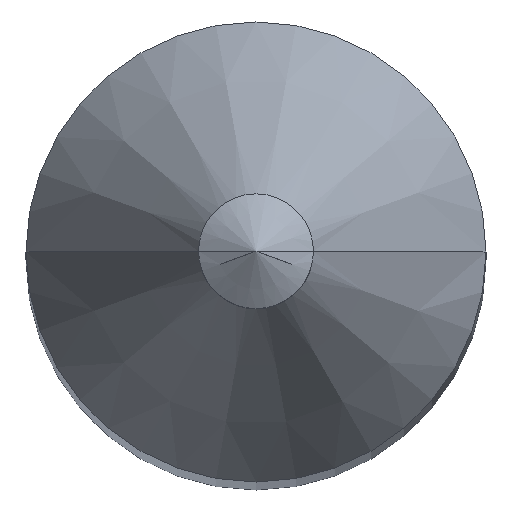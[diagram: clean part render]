
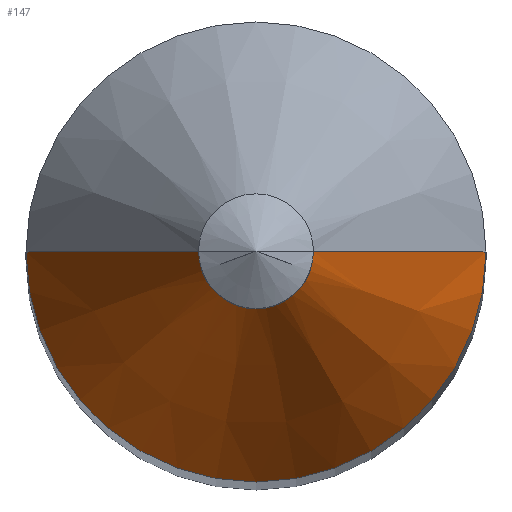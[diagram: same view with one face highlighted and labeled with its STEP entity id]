
A CAD part, top view. The second image highlights one B-rep face of the part: STEP entity #147.
In plain terms, the highlighted conical face has half-angle 30 degrees and reference radius 0.396 mm.
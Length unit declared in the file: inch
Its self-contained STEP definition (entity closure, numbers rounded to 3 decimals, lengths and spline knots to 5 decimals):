
#3 = ORIENTED_EDGE ( 'NONE', *, *, #347, .T. ) ;
#39 = ORIENTED_EDGE ( 'NONE', *, *, #197, .F. ) ;
#42 = EDGE_CURVE ( 'NONE', #242, #116, #82, .T. ) ;
#46 = DIRECTION ( 'NONE',  ( 0., 0., -1. ) ) ;
#52 = AXIS2_PLACEMENT_3D ( 'NONE', #315, #46, #209 ) ;
#71 = CARTESIAN_POINT ( 'NONE',  ( 0.0156, 0., 1.45263 ) ) ;
#75 = CARTESIAN_POINT ( 'NONE',  ( -0.0156, 0., 1.45263 ) ) ;
#82 = CIRCLE ( 'NONE', #360, 0.0625 ) ;
#88 = CARTESIAN_POINT ( 'NONE',  ( -0.0156, 0., 1.45263 ) ) ;
#90 = DIRECTION ( 'NONE',  ( -1., 0., 0. ) ) ;
#116 = VERTEX_POINT ( 'NONE', #383 ) ;
#119 = EDGE_LOOP ( 'NONE', ( #372, #3, #305, #39 ) ) ;
#139 = CARTESIAN_POINT ( 'NONE',  ( 0., 0., 1.37139 ) ) ;
#143 = DIRECTION ( 'NONE',  ( 0., 0., -1. ) ) ;
#147 = ADVANCED_FACE ( 'NONE', ( #175 ), #303, .T. ) ;
#175 = FACE_OUTER_BOUND ( 'NONE', #119, .T. ) ;
#178 = CARTESIAN_POINT ( 'NONE',  ( 0.0625, 0., 1.37139 ) ) ;
#188 = CARTESIAN_POINT ( 'NONE',  ( 0., 0., 1.45263 ) ) ;
#197 = EDGE_CURVE ( 'NONE', #395, #242, #256, .T. ) ;
#204 = DIRECTION ( 'NONE',  ( 0., 0., -1. ) ) ;
#209 = DIRECTION ( 'NONE',  ( 1., 0., 0. ) ) ;
#213 = VECTOR ( 'NONE', #235, 39.37008 ) ;
#215 = VECTOR ( 'NONE', #354, 39.37008 ) ;
#235 = DIRECTION ( 'NONE',  ( 0.5, 0., -0.866 ) ) ;
#242 = VERTEX_POINT ( 'NONE', #178 ) ;
#254 = DIRECTION ( 'NONE',  ( -1., 0., 0. ) ) ;
#256 = LINE ( 'NONE', #71, #213 ) ;
#278 = CARTESIAN_POINT ( 'NONE',  ( 0.0156, 0., 1.45263 ) ) ;
#284 = LINE ( 'NONE', #75, #215 ) ;
#303 = CONICAL_SURFACE ( 'NONE', #52, 0.0156, 0.524 ) ;
#305 = ORIENTED_EDGE ( 'NONE', *, *, #42, .F. ) ;
#311 = VERTEX_POINT ( 'NONE', #88 ) ;
#315 = CARTESIAN_POINT ( 'NONE',  ( 0., 0., 1.45263 ) ) ;
#342 = AXIS2_PLACEMENT_3D ( 'NONE', #188, #204, #90 ) ;
#347 = EDGE_CURVE ( 'NONE', #311, #116, #284, .T. ) ;
#354 = DIRECTION ( 'NONE',  ( -0.5, 0., -0.866 ) ) ;
#355 = EDGE_CURVE ( 'NONE', #395, #311, #369, .T. ) ;
#360 = AXIS2_PLACEMENT_3D ( 'NONE', #139, #143, #254 ) ;
#369 = CIRCLE ( 'NONE', #342, 0.0156 ) ;
#372 = ORIENTED_EDGE ( 'NONE', *, *, #355, .T. ) ;
#383 = CARTESIAN_POINT ( 'NONE',  ( -0.0625, 0., 1.37139 ) ) ;
#395 = VERTEX_POINT ( 'NONE', #278 ) ;
